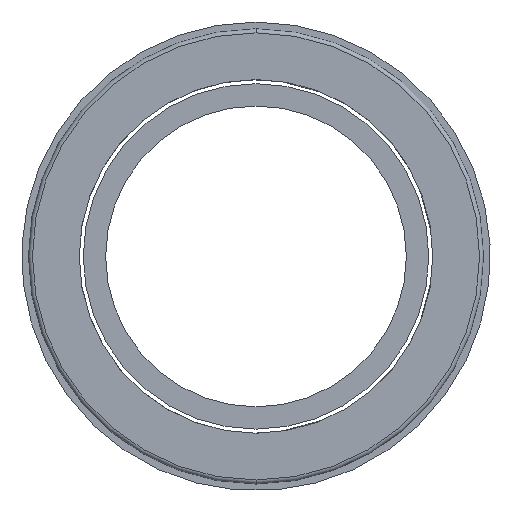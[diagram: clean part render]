
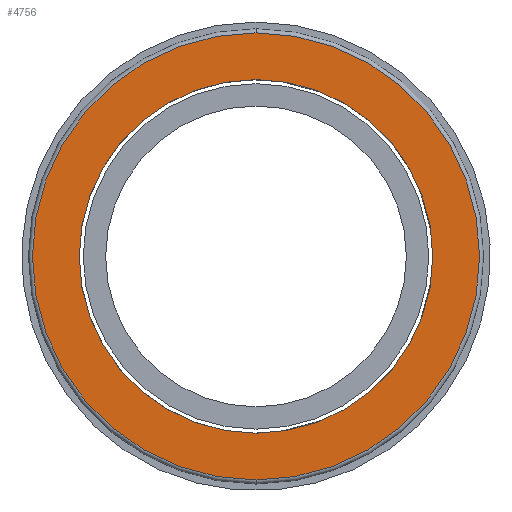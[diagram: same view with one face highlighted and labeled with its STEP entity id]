
A CAD part, left-side view. The second image highlights one B-rep face of the part: STEP entity #4756.
In plain terms, the highlighted planar face has unit normal (-1, 0, 0).
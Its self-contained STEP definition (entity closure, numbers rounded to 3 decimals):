
#1190=CARTESIAN_POINT('',(-5.5,0.,0.));
#1191=DIRECTION('',(-1.,0.,0.));
#1192=DIRECTION('',(0.,0.,1.));
#1193=AXIS2_PLACEMENT_3D('',#1190,#1191,#1192);
#1195=CARTESIAN_POINT('',(-5.5,0.,0.));
#1196=DIRECTION('',(-1.,0.,0.));
#1197=DIRECTION('',(0.,0.,-1.));
#1198=AXIS2_PLACEMENT_3D('',#1195,#1196,#1197);
#1200=CARTESIAN_POINT('',(-5.5,0.,0.));
#1201=DIRECTION('',(1.,0.,0.));
#1202=DIRECTION('',(0.,0.,-1.));
#1203=AXIS2_PLACEMENT_3D('',#1200,#1201,#1202);
#1205=CARTESIAN_POINT('',(-5.5,0.,0.));
#1206=DIRECTION('',(1.,0.,0.));
#1207=DIRECTION('',(0.,0.,1.));
#1208=AXIS2_PLACEMENT_3D('',#1205,#1206,#1207);
#3083=CARTESIAN_POINT('',(-5.5,0.,-43.5));
#3084=CARTESIAN_POINT('',(-5.5,0.,43.5));
#3085=VERTEX_POINT('',#3083);
#3086=VERTEX_POINT('',#3084);
#3087=CARTESIAN_POINT('',(-5.5,0.,55.));
#3088=CARTESIAN_POINT('',(-5.5,0.,-55.));
#3089=VERTEX_POINT('',#3087);
#3090=VERTEX_POINT('',#3088);
#4741=CARTESIAN_POINT('',(-5.5,0.,0.));
#4742=DIRECTION('',(-1.,0.,0.));
#4743=DIRECTION('',(0.,0.,-1.));
#4744=AXIS2_PLACEMENT_3D('',#4741,#4742,#4743);
#4745=PLANE('',#4744);
#4747=ORIENTED_EDGE('',*,*,#4746,.F.);
#4749=ORIENTED_EDGE('',*,*,#4748,.F.);
#4750=EDGE_LOOP('',(#4747,#4749));
#4751=FACE_OUTER_BOUND('',#4750,.F.);
#4752=ORIENTED_EDGE('',*,*,#4673,.F.);
#4753=ORIENTED_EDGE('',*,*,#4694,.F.);
#4754=EDGE_LOOP('',(#4752,#4753));
#4755=FACE_BOUND('',#4754,.F.);
#4756=ADVANCED_FACE('',(#4751,#4755),#4745,.T.);
#1194=CIRCLE('',#1193,55.);
#1199=CIRCLE('',#1198,55.);
#1204=CIRCLE('',#1203,43.5);
#1209=CIRCLE('',#1208,43.5);
#4673=EDGE_CURVE('',#3085,#3086,#1204,.T.);
#4694=EDGE_CURVE('',#3086,#3085,#1209,.T.);
#4746=EDGE_CURVE('',#3089,#3090,#1194,.T.);
#4748=EDGE_CURVE('',#3090,#3089,#1199,.T.);
